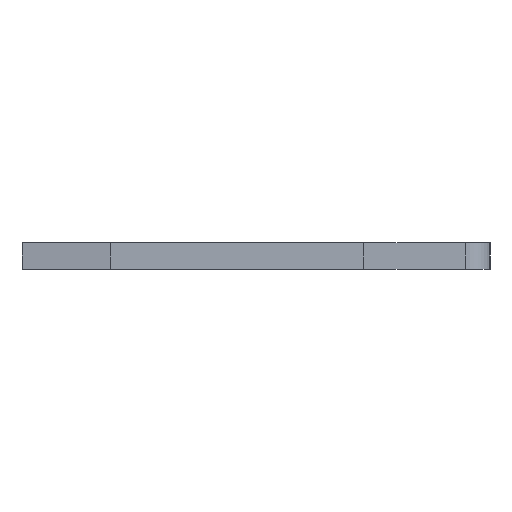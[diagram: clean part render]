
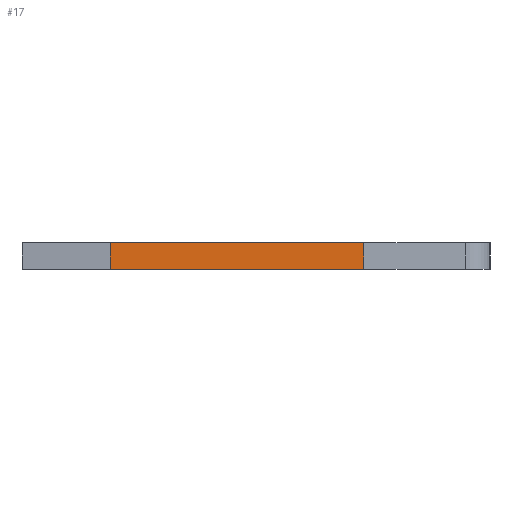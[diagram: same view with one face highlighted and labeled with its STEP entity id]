
A CAD part, left-side view. The second image highlights one B-rep face of the part: STEP entity #17.
In plain terms, the highlighted face is planar.
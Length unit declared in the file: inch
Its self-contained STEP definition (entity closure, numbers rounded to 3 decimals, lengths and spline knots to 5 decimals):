
#11 = DIRECTION ( 'NONE',  ( -1., 0., 0. ) ) ;
#17 = ADVANCED_FACE ( 'NONE', ( #2013 ), #1366, .F. ) ;
#25 = DIRECTION ( 'NONE',  ( 0., 0., 1. ) ) ;
#58 = LINE ( 'NONE', #1687, #2122 ) ;
#92 = CARTESIAN_POINT ( 'NONE',  ( 0.013, 0.146, -0.0575 ) ) ;
#116 = CARTESIAN_POINT ( 'NONE',  ( -0.013, 0.146, -0.0575 ) ) ;
#131 = LINE ( 'NONE', #92, #1064 ) ;
#313 = CARTESIAN_POINT ( 'NONE',  ( 0.013, -0.099, -0.0575 ) ) ;
#349 = CARTESIAN_POINT ( 'NONE',  ( 0.013, 0.146, -0.0575 ) ) ;
#379 = AXIS2_PLACEMENT_3D ( 'NONE', #349, #25, #1717 ) ;
#390 = VERTEX_POINT ( 'NONE', #1806 ) ;
#399 = VECTOR ( 'NONE', #11, 39.37008 ) ;
#414 = ORIENTED_EDGE ( 'NONE', *, *, #891, .F. ) ;
#645 = DIRECTION ( 'NONE',  ( 0., 1., 0. ) ) ;
#678 = VERTEX_POINT ( 'NONE', #313 ) ;
#703 = EDGE_CURVE ( 'NONE', #678, #739, #1012, .T. ) ;
#706 = EDGE_LOOP ( 'NONE', ( #1616, #414, #897, #769 ) ) ;
#739 = VERTEX_POINT ( 'NONE', #834 ) ;
#769 = ORIENTED_EDGE ( 'NONE', *, *, #703, .T. ) ;
#834 = CARTESIAN_POINT ( 'NONE',  ( -0.013, -0.099, -0.0575 ) ) ;
#891 = EDGE_CURVE ( 'NONE', #390, #1712, #58, .T. ) ;
#897 = ORIENTED_EDGE ( 'NONE', *, *, #1358, .F. ) ;
#1012 = LINE ( 'NONE', #1524, #399 ) ;
#1064 = VECTOR ( 'NONE', #1254, 39.37008 ) ;
#1254 = DIRECTION ( 'NONE',  ( 0., 1., 0. ) ) ;
#1358 = EDGE_CURVE ( 'NONE', #678, #390, #131, .T. ) ;
#1366 = PLANE ( 'NONE',  #379 ) ;
#1524 = CARTESIAN_POINT ( 'NONE',  ( 0.013, -0.099, -0.0575 ) ) ;
#1562 = VECTOR ( 'NONE', #645, 39.37008 ) ;
#1616 = ORIENTED_EDGE ( 'NONE', *, *, #1978, .T. ) ;
#1687 = CARTESIAN_POINT ( 'NONE',  ( 0.013, 0.146, -0.0575 ) ) ;
#1712 = VERTEX_POINT ( 'NONE', #1862 ) ;
#1717 = DIRECTION ( 'NONE',  ( 1., 0., 0. ) ) ;
#1806 = CARTESIAN_POINT ( 'NONE',  ( 0.013, 0.146, -0.0575 ) ) ;
#1862 = CARTESIAN_POINT ( 'NONE',  ( -0.013, 0.146, -0.0575 ) ) ;
#1884 = DIRECTION ( 'NONE',  ( -1., 0., 0. ) ) ;
#1978 = EDGE_CURVE ( 'NONE', #739, #1712, #2040, .T. ) ;
#2013 = FACE_OUTER_BOUND ( 'NONE', #706, .T. ) ;
#2040 = LINE ( 'NONE', #116, #1562 ) ;
#2122 = VECTOR ( 'NONE', #1884, 39.37008 ) ;
